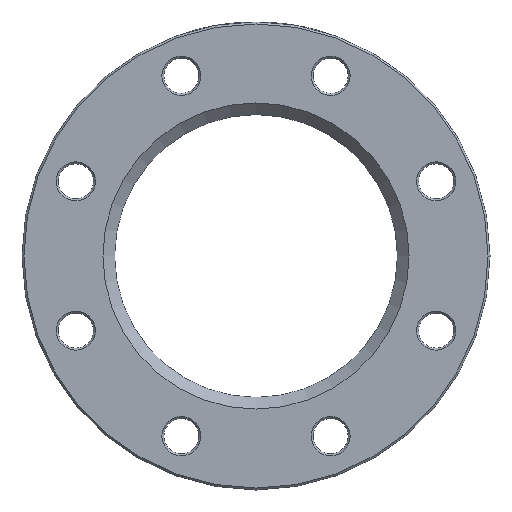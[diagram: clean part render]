
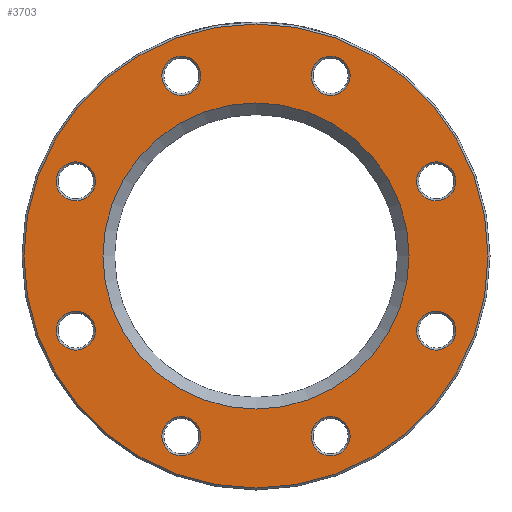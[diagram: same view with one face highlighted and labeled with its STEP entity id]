
A CAD part, left-side view. The second image highlights one B-rep face of the part: STEP entity #3703.
In plain terms, the highlighted planar face has unit normal (-1, 0, 0).
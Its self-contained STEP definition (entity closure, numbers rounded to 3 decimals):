
#28 = EDGE_CURVE ( 'NONE', #585, #585, #4874, .T. ) ;
#89 = DIRECTION ( 'NONE',  ( 0., 0., -1. ) ) ;
#98 = EDGE_CURVE ( 'NONE', #2156, #2156, #3337, .T. ) ;
#119 = CIRCLE ( 'NONE', #449, 10. ) ;
#172 = VERTEX_POINT ( 'NONE', #4880 ) ;
#296 = CARTESIAN_POINT ( 'NONE',  ( 0., 38.268, 82.388 ) ) ;
#343 = CARTESIAN_POINT ( 'NONE',  ( 0., 92.388, -38.268 ) ) ;
#363 = ORIENTED_EDGE ( 'NONE', *, *, #28, .T. ) ;
#399 = VERTEX_POINT ( 'NONE', #5028 ) ;
#449 = AXIS2_PLACEMENT_3D ( 'NONE', #343, #1478, #1840 ) ;
#462 = DIRECTION ( 'NONE',  ( 0., 0., -1. ) ) ;
#488 = AXIS2_PLACEMENT_3D ( 'NONE', #2011, #2905, #462 ) ;
#550 = EDGE_LOOP ( 'NONE', ( #1736 ) ) ;
#576 = DIRECTION ( 'NONE',  ( 0., 0., -1. ) ) ;
#585 = VERTEX_POINT ( 'NONE', #665 ) ;
#652 = ORIENTED_EDGE ( 'NONE', *, *, #2720, .T. ) ;
#661 = FACE_BOUND ( 'NONE', #3433, .T. ) ;
#665 = CARTESIAN_POINT ( 'NONE',  ( 0., 0., -119. ) ) ;
#696 = EDGE_CURVE ( 'NONE', #1436, #1436, #5056, .T. ) ;
#780 = CIRCLE ( 'NONE', #2933, 10. ) ;
#791 = PLANE ( 'NONE',  #2178 ) ;
#872 = DIRECTION ( 'NONE',  ( 0., 0., -1. ) ) ;
#916 = CARTESIAN_POINT ( 'NONE',  ( 0., -38.268, 92.388 ) ) ;
#1153 = FACE_BOUND ( 'NONE', #2862, .T. ) ;
#1165 = DIRECTION ( 'NONE',  ( 0., 0., -1. ) ) ;
#1206 = DIRECTION ( 'NONE',  ( 1., 0., 0. ) ) ;
#1330 = DIRECTION ( 'NONE',  ( 1., 0., 0. ) ) ;
#1436 = VERTEX_POINT ( 'NONE', #4903 ) ;
#1478 = DIRECTION ( 'NONE',  ( 1., 0., 0. ) ) ;
#1499 = FACE_BOUND ( 'NONE', #2365, .T. ) ;
#1521 = DIRECTION ( 'NONE',  ( 0., 0., -1. ) ) ;
#1551 = AXIS2_PLACEMENT_3D ( 'NONE', #3026, #4802, #2423 ) ;
#1623 = ORIENTED_EDGE ( 'NONE', *, *, #2469, .T. ) ;
#1634 = DIRECTION ( 'NONE',  ( 1., 0., 0. ) ) ;
#1655 = EDGE_LOOP ( 'NONE', ( #363 ) ) ;
#1656 = DIRECTION ( 'NONE',  ( 0., 0., -1. ) ) ;
#1688 = CARTESIAN_POINT ( 'NONE',  ( 0., -92.388, 38.268 ) ) ;
#1709 = EDGE_CURVE ( 'NONE', #2578, #2578, #3823, .T. ) ;
#1736 = ORIENTED_EDGE ( 'NONE', *, *, #98, .T. ) ;
#1840 = DIRECTION ( 'NONE',  ( 0., 0., -1. ) ) ;
#1893 = FACE_BOUND ( 'NONE', #550, .T. ) ;
#1905 = ORIENTED_EDGE ( 'NONE', *, *, #3765, .T. ) ;
#1974 = VERTEX_POINT ( 'NONE', #296 ) ;
#2011 = CARTESIAN_POINT ( 'NONE',  ( 0., 0., 0. ) ) ;
#2051 = EDGE_CURVE ( 'NONE', #4927, #4927, #780, .T. ) ;
#2074 = EDGE_LOOP ( 'NONE', ( #3445 ) ) ;
#2082 = AXIS2_PLACEMENT_3D ( 'NONE', #4685, #4612, #1165 ) ;
#2156 = VERTEX_POINT ( 'NONE', #2605 ) ;
#2171 = AXIS2_PLACEMENT_3D ( 'NONE', #916, #3247, #1656 ) ;
#2178 = AXIS2_PLACEMENT_3D ( 'NONE', #4796, #1206, #872 ) ;
#2235 = FACE_BOUND ( 'NONE', #4107, .T. ) ;
#2285 = DIRECTION ( 'NONE',  ( -1., 0., 0. ) ) ;
#2365 = EDGE_LOOP ( 'NONE', ( #652 ) ) ;
#2423 = DIRECTION ( 'NONE',  ( 0., 0., -1. ) ) ;
#2469 = EDGE_CURVE ( 'NONE', #3023, #3023, #2896, .T. ) ;
#2546 = EDGE_LOOP ( 'NONE', ( #4113 ) ) ;
#2578 = VERTEX_POINT ( 'NONE', #4169 ) ;
#2592 = ORIENTED_EDGE ( 'NONE', *, *, #3638, .T. ) ;
#2605 = CARTESIAN_POINT ( 'NONE',  ( 0., -38.268, 82.388 ) ) ;
#2606 = AXIS2_PLACEMENT_3D ( 'NONE', #3374, #1330, #4515 ) ;
#2632 = FACE_BOUND ( 'NONE', #2074, .T. ) ;
#2712 = DIRECTION ( 'NONE',  ( 1., 0., 0. ) ) ;
#2720 = EDGE_CURVE ( 'NONE', #172, #172, #4677, .T. ) ;
#2776 = EDGE_LOOP ( 'NONE', ( #1623 ) ) ;
#2782 = ORIENTED_EDGE ( 'NONE', *, *, #696, .T. ) ;
#2862 = EDGE_LOOP ( 'NONE', ( #1905 ) ) ;
#2896 = CIRCLE ( 'NONE', #488, 78.5 ) ;
#2905 = DIRECTION ( 'NONE',  ( 1., 0., 0. ) ) ;
#2933 = AXIS2_PLACEMENT_3D ( 'NONE', #4274, #2712, #4249 ) ;
#3023 = VERTEX_POINT ( 'NONE', #4578 ) ;
#3026 = CARTESIAN_POINT ( 'NONE',  ( 0., 38.268, -92.388 ) ) ;
#3129 = VERTEX_POINT ( 'NONE', #3837 ) ;
#3172 = EDGE_CURVE ( 'NONE', #1974, #1974, #4816, .T. ) ;
#3247 = DIRECTION ( 'NONE',  ( 1., 0., 0. ) ) ;
#3261 = AXIS2_PLACEMENT_3D ( 'NONE', #1688, #1634, #89 ) ;
#3272 = EDGE_LOOP ( 'NONE', ( #2592 ) ) ;
#3274 = DIRECTION ( 'NONE',  ( 1., 0., 0. ) ) ;
#3337 = CIRCLE ( 'NONE', #2171, 10. ) ;
#3350 = CARTESIAN_POINT ( 'NONE',  ( 0., -38.268, -92.388 ) ) ;
#3374 = CARTESIAN_POINT ( 'NONE',  ( 0., 92.388, 38.268 ) ) ;
#3433 = EDGE_LOOP ( 'NONE', ( #3775 ) ) ;
#3434 = CARTESIAN_POINT ( 'NONE',  ( 0., -92.388, -48.268 ) ) ;
#3445 = ORIENTED_EDGE ( 'NONE', *, *, #3172, .T. ) ;
#3477 = FACE_BOUND ( 'NONE', #2546, .T. ) ;
#3638 = EDGE_CURVE ( 'NONE', #3129, #3129, #119, .T. ) ;
#3680 = AXIS2_PLACEMENT_3D ( 'NONE', #3350, #3274, #576 ) ;
#3703 = ADVANCED_FACE ( 'NONE', ( #3858, #5025, #2632, #1893, #3477, #661, #2235, #1499, #4650, #1153 ), #791, .F. ) ;
#3765 = EDGE_CURVE ( 'NONE', #399, #399, #5043, .T. ) ;
#3775 = ORIENTED_EDGE ( 'NONE', *, *, #2051, .T. ) ;
#3823 = CIRCLE ( 'NONE', #3261, 10. ) ;
#3837 = CARTESIAN_POINT ( 'NONE',  ( 0., 92.388, -48.268 ) ) ;
#3858 = FACE_BOUND ( 'NONE', #2776, .T. ) ;
#4107 = EDGE_LOOP ( 'NONE', ( #2782 ) ) ;
#4113 = ORIENTED_EDGE ( 'NONE', *, *, #1709, .T. ) ;
#4169 = CARTESIAN_POINT ( 'NONE',  ( 0., -92.388, 28.268 ) ) ;
#4249 = DIRECTION ( 'NONE',  ( 0., 0., -1. ) ) ;
#4274 = CARTESIAN_POINT ( 'NONE',  ( 0., -92.388, -38.268 ) ) ;
#4308 = AXIS2_PLACEMENT_3D ( 'NONE', #4999, #2285, #1521 ) ;
#4515 = DIRECTION ( 'NONE',  ( 0., 0., -1. ) ) ;
#4578 = CARTESIAN_POINT ( 'NONE',  ( 0., 0., -78.5 ) ) ;
#4612 = DIRECTION ( 'NONE',  ( 1., 0., 0. ) ) ;
#4650 = FACE_BOUND ( 'NONE', #3272, .T. ) ;
#4677 = CIRCLE ( 'NONE', #1551, 10. ) ;
#4685 = CARTESIAN_POINT ( 'NONE',  ( 0., 38.268, 92.388 ) ) ;
#4796 = CARTESIAN_POINT ( 'NONE',  ( 0., 72.5, 0. ) ) ;
#4802 = DIRECTION ( 'NONE',  ( 1., 0., 0. ) ) ;
#4816 = CIRCLE ( 'NONE', #2082, 10. ) ;
#4874 = CIRCLE ( 'NONE', #4308, 119. ) ;
#4880 = CARTESIAN_POINT ( 'NONE',  ( 0., 38.268, -102.388 ) ) ;
#4903 = CARTESIAN_POINT ( 'NONE',  ( 0., -38.268, -102.388 ) ) ;
#4927 = VERTEX_POINT ( 'NONE', #3434 ) ;
#4999 = CARTESIAN_POINT ( 'NONE',  ( 0., 0., 0. ) ) ;
#5025 = FACE_OUTER_BOUND ( 'NONE', #1655, .T. ) ;
#5028 = CARTESIAN_POINT ( 'NONE',  ( 0., 92.388, 28.268 ) ) ;
#5043 = CIRCLE ( 'NONE', #2606, 10. ) ;
#5056 = CIRCLE ( 'NONE', #3680, 10. ) ;
